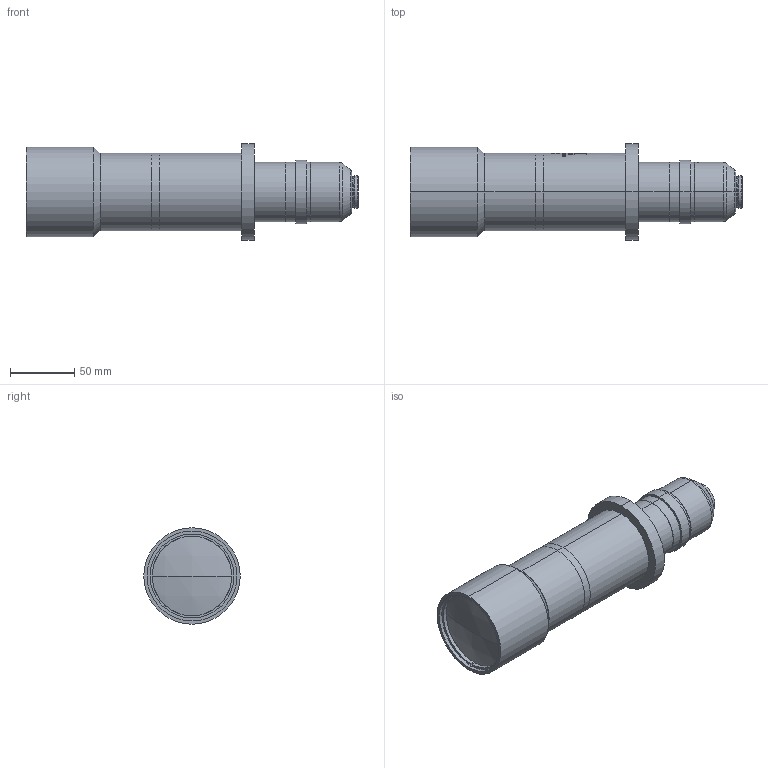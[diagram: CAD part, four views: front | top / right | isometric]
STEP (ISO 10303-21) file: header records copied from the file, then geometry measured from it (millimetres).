
FILE_DESCRIPTION (( 'STEP AP203' ), '1' );
FILE_NAME ('S5LPJ1223_01.STEP', '2022-02-25T10:00:07', ( '' ), ( '' ), 'SwSTEP 2.0', 'SolidWorks 2021', '' );
FILE_SCHEMA (( 'CONFIG_CONTROL_DESIGN' ));
Length unit declared in the file: millimetre
Products named in the file (18): S5LDX1024; 473402; DIN 913 - M3 x 3-N_DIN 913 - M3 x 3-N; 473403; 236908; 100007; 146108_S5LPJ1223; S5MEC0010; S5LPJ1223_01; 100006; 473405; S5LAO2935; 198207; S5LMN2935; 097108; 473401; 239407; S5LAO1204
Assembly tree (17 placements, depth 4):
  S5LPJ1223_01
    S5LAO1204
      S5LDX1024
    097108
    100006
    100007
    146108_S5LPJ1223
    198207
    239407
    473401
      S5LAO2935
        S5LMN2935
      473402
      473403
      473405
      236908
      S5MEC0010
      DIN 913 - M3 x 3-N_DIN 913 - M3 x 3-N
Bounding box: 258.33 x 75 x 75 mm (x, y, z)
Volume: 290861 mm3; surface area: 142218.6 mm2
Topology: 14 solids, 14 shells, 478 faces, 1372 edges, 1009 vertices
Faces by surface type: cylinder 209, cone 104, plane 79, torus 78, sphere 8
Entity records: 23373 total; most frequent: CARTESIAN_POINT 8672, ORIENTED_EDGE 2740, DIRECTION 2646, EDGE_CURVE 1370, AXIS2_PLACEMENT_3D 1138, VERTEX_POINT 1009, CIRCLE 637, EDGE_LOOP 591
